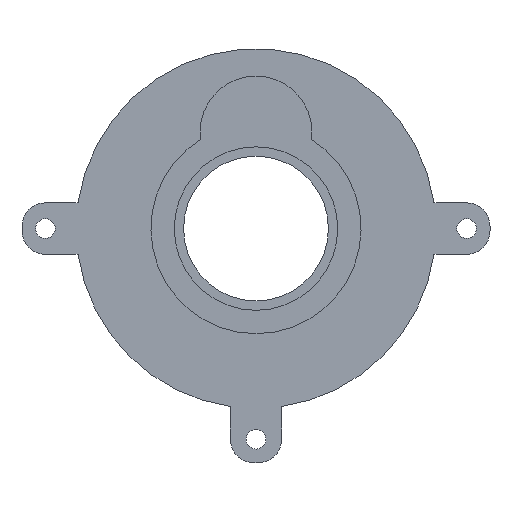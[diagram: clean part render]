
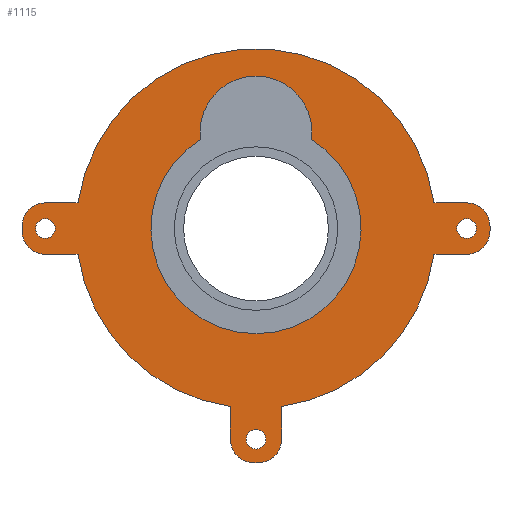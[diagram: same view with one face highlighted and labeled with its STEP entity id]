
A CAD part, front view. The second image highlights one B-rep face of the part: STEP entity #1115.
In plain terms, the highlighted planar face has unit normal (0, -1, 0).
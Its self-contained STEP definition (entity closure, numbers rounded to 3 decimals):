
#33=FACE_BOUND('',#171,.T.);
#34=FACE_BOUND('',#172,.T.);
#35=FACE_BOUND('',#173,.T.);
#36=FACE_BOUND('',#174,.T.);
#63=PLANE('',#1230);
#107=FACE_OUTER_BOUND('',#170,.T.);
#170=EDGE_LOOP('',(#889,#890,#891,#892,#893,#894,#895,#896,#897,#898,#899,
#900,#901,#902,#903,#904,#905,#906));
#171=EDGE_LOOP('',(#907));
#172=EDGE_LOOP('',(#908));
#173=EDGE_LOOP('',(#909));
#174=EDGE_LOOP('',(#910,#911));
#219=LINE('',#1662,#320);
#226=LINE('',#1682,#327);
#234=LINE('',#1704,#335);
#241=LINE('',#1728,#342);
#263=LINE('',#1793,#364);
#265=LINE('',#1797,#366);
#267=LINE('',#1803,#368);
#269=LINE('',#1807,#370);
#271=LINE('',#1813,#372);
#320=VECTOR('',#1316,10.);
#327=VECTOR('',#1335,10.);
#335=VECTOR('',#1355,10.);
#342=VECTOR('',#1376,10.);
#364=VECTOR('',#1446,10.);
#366=VECTOR('',#1450,10.);
#368=VECTOR('',#1458,10.);
#370=VECTOR('',#1462,10.);
#372=VECTOR('',#1470,10.);
#416=CIRCLE('',#1174,5.);
#419=CIRCLE('',#1180,5.);
#421=CIRCLE('',#1183,5.);
#424=CIRCLE('',#1189,5.);
#426=CIRCLE('',#1193,5.);
#429=CIRCLE('',#1199,5.);
#430=CIRCLE('',#1201,2.1);
#431=CIRCLE('',#1203,2.1);
#432=CIRCLE('',#1205,2.1);
#438=CIRCLE('',#1216,22.5);
#439=CIRCLE('',#1218,12.);
#440=CIRCLE('',#1220,38.5);
#441=CIRCLE('',#1224,38.5);
#442=CIRCLE('',#1228,38.5);
#475=VERTEX_POINT('',#1643);
#476=VERTEX_POINT('',#1645);
#482=VERTEX_POINT('',#1661);
#483=VERTEX_POINT('',#1665);
#486=VERTEX_POINT('',#1672);
#487=VERTEX_POINT('',#1674);
#489=VERTEX_POINT('',#1680);
#494=VERTEX_POINT('',#1694);
#497=VERTEX_POINT('',#1702);
#500=VERTEX_POINT('',#1709);
#501=VERTEX_POINT('',#1711);
#507=VERTEX_POINT('',#1727);
#508=VERTEX_POINT('',#1731);
#509=VERTEX_POINT('',#1735);
#510=VERTEX_POINT('',#1739);
#511=VERTEX_POINT('',#1743);
#524=VERTEX_POINT('',#1781);
#525=VERTEX_POINT('',#1782);
#526=VERTEX_POINT('',#1789);
#527=VERTEX_POINT('',#1795);
#528=VERTEX_POINT('',#1799);
#529=VERTEX_POINT('',#1805);
#530=VERTEX_POINT('',#1809);
#581=EDGE_CURVE('',#475,#476,#416,.T.);
#589=EDGE_CURVE('',#482,#476,#219,.T.);
#591=EDGE_CURVE('',#482,#483,#419,.T.);
#595=EDGE_CURVE('',#486,#487,#421,.T.);
#599=EDGE_CURVE('',#489,#486,#226,.T.);
#606=EDGE_CURVE('',#494,#489,#424,.T.);
#610=EDGE_CURVE('',#497,#494,#234,.T.);
#613=EDGE_CURVE('',#500,#501,#426,.T.);
#621=EDGE_CURVE('',#507,#501,#241,.T.);
#623=EDGE_CURVE('',#507,#508,#429,.T.);
#626=EDGE_CURVE('',#509,#509,#430,.T.);
#628=EDGE_CURVE('',#510,#510,#431,.T.);
#630=EDGE_CURVE('',#511,#511,#432,.T.);
#649=EDGE_CURVE('',#524,#525,#438,.T.);
#652=EDGE_CURVE('',#525,#524,#439,.T.);
#653=EDGE_CURVE('',#526,#497,#440,.T.);
#655=EDGE_CURVE('',#526,#508,#263,.T.);
#657=EDGE_CURVE('',#500,#527,#265,.T.);
#658=EDGE_CURVE('',#528,#527,#441,.T.);
#660=EDGE_CURVE('',#528,#483,#267,.T.);
#662=EDGE_CURVE('',#475,#529,#269,.T.);
#663=EDGE_CURVE('',#530,#529,#442,.T.);
#665=EDGE_CURVE('',#487,#530,#271,.T.);
#889=ORIENTED_EDGE('',*,*,#581,.F.);
#890=ORIENTED_EDGE('',*,*,#662,.T.);
#891=ORIENTED_EDGE('',*,*,#663,.F.);
#892=ORIENTED_EDGE('',*,*,#665,.F.);
#893=ORIENTED_EDGE('',*,*,#595,.F.);
#894=ORIENTED_EDGE('',*,*,#599,.F.);
#895=ORIENTED_EDGE('',*,*,#606,.F.);
#896=ORIENTED_EDGE('',*,*,#610,.F.);
#897=ORIENTED_EDGE('',*,*,#653,.F.);
#898=ORIENTED_EDGE('',*,*,#655,.T.);
#899=ORIENTED_EDGE('',*,*,#623,.F.);
#900=ORIENTED_EDGE('',*,*,#621,.T.);
#901=ORIENTED_EDGE('',*,*,#613,.F.);
#902=ORIENTED_EDGE('',*,*,#657,.T.);
#903=ORIENTED_EDGE('',*,*,#658,.F.);
#904=ORIENTED_EDGE('',*,*,#660,.T.);
#905=ORIENTED_EDGE('',*,*,#591,.F.);
#906=ORIENTED_EDGE('',*,*,#589,.T.);
#907=ORIENTED_EDGE('',*,*,#626,.T.);
#908=ORIENTED_EDGE('',*,*,#628,.T.);
#909=ORIENTED_EDGE('',*,*,#630,.T.);
#910=ORIENTED_EDGE('',*,*,#652,.F.);
#911=ORIENTED_EDGE('',*,*,#649,.F.);
#1115=ADVANCED_FACE('',(#107,#33,#34,#35,#36),#63,.F.);
#1174=AXIS2_PLACEMENT_3D('',#1646,#1301,#1302);
#1180=AXIS2_PLACEMENT_3D('',#1666,#1320,#1321);
#1183=AXIS2_PLACEMENT_3D('',#1675,#1328,#1329);
#1189=AXIS2_PLACEMENT_3D('',#1696,#1348,#1349);
#1193=AXIS2_PLACEMENT_3D('',#1712,#1361,#1362);
#1199=AXIS2_PLACEMENT_3D('',#1732,#1380,#1381);
#1201=AXIS2_PLACEMENT_3D('',#1737,#1386,#1387);
#1203=AXIS2_PLACEMENT_3D('',#1741,#1391,#1392);
#1205=AXIS2_PLACEMENT_3D('',#1745,#1396,#1397);
#1216=AXIS2_PLACEMENT_3D('',#1783,#1431,#1432);
#1218=AXIS2_PLACEMENT_3D('',#1787,#1437,#1438);
#1220=AXIS2_PLACEMENT_3D('',#1790,#1441,#1442);
#1224=AXIS2_PLACEMENT_3D('',#1800,#1453,#1454);
#1228=AXIS2_PLACEMENT_3D('',#1810,#1465,#1466);
#1230=AXIS2_PLACEMENT_3D('',#1814,#1471,#1472);
#1301=DIRECTION('center_axis',(0.,1.,0.));
#1302=DIRECTION('ref_axis',(0.707,0.,0.707));
#1316=DIRECTION('',(0.,0.,1.));
#1320=DIRECTION('center_axis',(0.,1.,0.));
#1321=DIRECTION('ref_axis',(0.707,0.,-0.707));
#1328=DIRECTION('center_axis',(0.,1.,0.));
#1329=DIRECTION('ref_axis',(-0.707,0.,0.707));
#1335=DIRECTION('',(0.,0.,1.));
#1348=DIRECTION('center_axis',(0.,1.,0.));
#1349=DIRECTION('ref_axis',(-0.707,0.,-0.707));
#1355=DIRECTION('',(-1.,0.,0.));
#1361=DIRECTION('center_axis',(0.,1.,0.));
#1362=DIRECTION('ref_axis',(0.707,0.,-0.707));
#1376=DIRECTION('',(1.,0.,0.));
#1380=DIRECTION('center_axis',(0.,1.,0.));
#1381=DIRECTION('ref_axis',(-0.707,0.,-0.707));
#1386=DIRECTION('center_axis',(0.,1.,0.));
#1387=DIRECTION('ref_axis',(1.,0.,0.));
#1391=DIRECTION('center_axis',(0.,1.,0.));
#1392=DIRECTION('ref_axis',(1.,0.,0.));
#1396=DIRECTION('center_axis',(0.,1.,0.));
#1397=DIRECTION('ref_axis',(1.,0.,0.));
#1431=DIRECTION('center_axis',(0.,-1.,0.));
#1432=DIRECTION('ref_axis',(1.,0.,0.));
#1437=DIRECTION('center_axis',(0.,-1.,0.));
#1438=DIRECTION('ref_axis',(1.,0.,0.));
#1441=DIRECTION('center_axis',(0.,1.,0.));
#1442=DIRECTION('ref_axis',(1.,0.,0.));
#1446=DIRECTION('',(0.,0.,-1.));
#1450=DIRECTION('',(0.,0.,1.));
#1453=DIRECTION('center_axis',(0.,1.,0.));
#1454=DIRECTION('ref_axis',(1.,0.,0.));
#1458=DIRECTION('',(1.,0.,0.));
#1462=DIRECTION('',(-1.,0.,0.));
#1465=DIRECTION('center_axis',(0.,1.,0.));
#1466=DIRECTION('ref_axis',(1.,0.,0.));
#1470=DIRECTION('',(1.,0.,0.));
#1471=DIRECTION('center_axis',(0.,1.,0.));
#1472=DIRECTION('ref_axis',(1.,0.,0.));
#1643=CARTESIAN_POINT('',(45.105,0.,5.5));
#1645=CARTESIAN_POINT('',(50.105,0.,0.5));
#1646=CARTESIAN_POINT('Origin',(45.105,0.,0.5));
#1661=CARTESIAN_POINT('',(50.105,0.,-0.5));
#1662=CARTESIAN_POINT('',(50.105,0.,-5.5));
#1665=CARTESIAN_POINT('',(45.105,0.,-5.5));
#1666=CARTESIAN_POINT('Origin',(45.105,0.,-0.5));
#1672=CARTESIAN_POINT('',(-50.105,0.,0.5));
#1674=CARTESIAN_POINT('',(-45.105,0.,5.5));
#1675=CARTESIAN_POINT('Origin',(-45.105,0.,0.5));
#1680=CARTESIAN_POINT('',(-50.105,0.,-0.5));
#1682=CARTESIAN_POINT('',(-50.105,0.,-5.5));
#1694=CARTESIAN_POINT('',(-45.105,0.,-5.5));
#1696=CARTESIAN_POINT('Origin',(-45.105,0.,-0.5));
#1702=CARTESIAN_POINT('',(-38.105,0.,-5.5));
#1704=CARTESIAN_POINT('',(-38.105,0.,-5.5));
#1709=CARTESIAN_POINT('',(5.5,0.,-45.105));
#1711=CARTESIAN_POINT('',(0.5,0.,-50.105));
#1712=CARTESIAN_POINT('Origin',(0.5,0.,-45.105));
#1727=CARTESIAN_POINT('',(-0.5,0.,-50.105));
#1728=CARTESIAN_POINT('',(-5.5,0.,-50.105));
#1731=CARTESIAN_POINT('',(-5.5,0.,-45.105));
#1732=CARTESIAN_POINT('Origin',(-0.5,0.,-45.105));
#1735=CARTESIAN_POINT('',(-47.205,0.,0.));
#1737=CARTESIAN_POINT('Origin',(-45.105,0.,0.));
#1739=CARTESIAN_POINT('',(-2.1,0.,-45.105));
#1741=CARTESIAN_POINT('Origin',(0.,0.,-45.105));
#1743=CARTESIAN_POINT('',(43.005,0.,0.));
#1745=CARTESIAN_POINT('Origin',(45.105,0.,0.));
#1781=CARTESIAN_POINT('',(-11.898,0.,19.097));
#1782=CARTESIAN_POINT('',(11.898,0.,19.097));
#1783=CARTESIAN_POINT('Origin',(0.,0.,0.));
#1787=CARTESIAN_POINT('Origin',(0.,0.,20.655));
#1789=CARTESIAN_POINT('',(-5.5,0.,-38.105));
#1790=CARTESIAN_POINT('Origin',(0.,0.,0.));
#1793=CARTESIAN_POINT('',(-5.5,0.,-38.105));
#1795=CARTESIAN_POINT('',(5.5,0.,-38.105));
#1797=CARTESIAN_POINT('',(5.5,0.,-50.105));
#1799=CARTESIAN_POINT('',(38.105,0.,-5.5));
#1800=CARTESIAN_POINT('Origin',(0.,0.,0.));
#1803=CARTESIAN_POINT('',(38.105,0.,-5.5));
#1805=CARTESIAN_POINT('',(38.105,0.,5.5));
#1807=CARTESIAN_POINT('',(50.105,0.,5.5));
#1809=CARTESIAN_POINT('',(-38.105,0.,5.5));
#1810=CARTESIAN_POINT('Origin',(0.,0.,0.));
#1813=CARTESIAN_POINT('',(-50.105,0.,5.5));
#1814=CARTESIAN_POINT('Origin',(0.,0.,-5.803));
